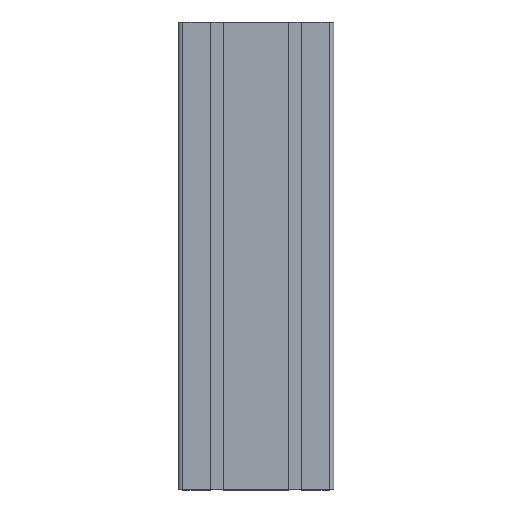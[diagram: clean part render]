
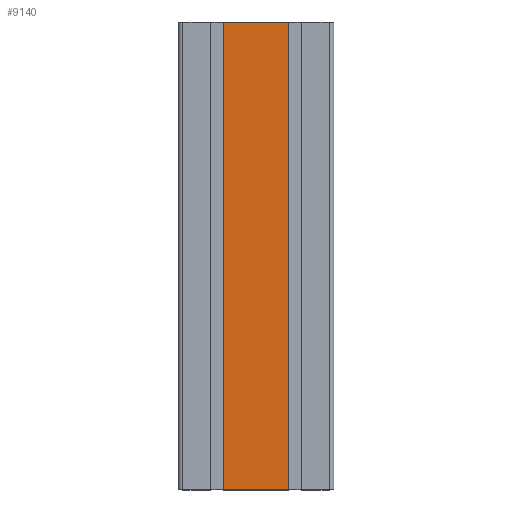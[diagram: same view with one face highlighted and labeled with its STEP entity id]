
A CAD part, top view. The second image highlights one B-rep face of the part: STEP entity #9140.
In plain terms, the highlighted face is planar.
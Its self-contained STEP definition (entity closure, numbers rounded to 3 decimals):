
#3564 = ORIENTED_EDGE ( 'NONE', *, *, #8439, .T. ) ;
#3565 = ORIENTED_EDGE ( 'NONE', *, *, #8436, .F. ) ;
#3574 = ORIENTED_EDGE ( 'NONE', *, *, #8442, .T. ) ;
#3610 = ORIENTED_EDGE ( 'NONE', *, *, #8420, .F. ) ;
#4196 = EDGE_LOOP ( 'NONE', ( #3610, #3565, #3564, #3574 ) ) ;
#4648 = LINE ( 'NONE', #4653, #14619 ) ;
#4653 = CARTESIAN_POINT ( 'NONE',  ( 20.9, 100., 0. ) ) ;
#4657 = DIRECTION ( 'NONE',  ( -1., 0., 0. ) ) ;
#4696 = DIRECTION ( 'NONE',  ( 0., 0., 1. ) ) ;
#4698 = CARTESIAN_POINT ( 'NONE',  ( 20.9, 100., -300. ) ) ;
#4705 = LINE ( 'NONE', #4698, #14660 ) ;
#4711 = LINE ( 'NONE', #4719, #14688 ) ;
#4712 = DIRECTION ( 'NONE',  ( 0., 0., 1. ) ) ;
#4719 = CARTESIAN_POINT ( 'NONE',  ( -20.9, 100., -300. ) ) ;
#4732 = DIRECTION ( 'NONE',  ( -1., 0., 0. ) ) ;
#4733 = CARTESIAN_POINT ( 'NONE',  ( 20.9, 100., -300. ) ) ;
#4735 = LINE ( 'NONE', #4733, #14643 ) ;
#5415 = VERTEX_POINT ( 'NONE', #10497 ) ;
#5447 = VERTEX_POINT ( 'NONE', #10478 ) ;
#5448 = VERTEX_POINT ( 'NONE', #10482 ) ;
#5483 = VERTEX_POINT ( 'NONE', #10534 ) ;
#7262 = PLANE ( 'NONE',  #14429 ) ;
#7263 = FACE_OUTER_BOUND ( 'NONE', #4196, .T. ) ;
#7270 = DIRECTION ( 'NONE',  ( 0., 1., 0. ) ) ;
#7273 = CARTESIAN_POINT ( 'NONE',  ( 20.9, 100., -300. ) ) ;
#7279 = DIRECTION ( 'NONE',  ( 0., 0., 1. ) ) ;
#8420 = EDGE_CURVE ( 'NONE', #5448, #5415, #4648, .T. ) ;
#8436 = EDGE_CURVE ( 'NONE', #5483, #5448, #4705, .T. ) ;
#8439 = EDGE_CURVE ( 'NONE', #5483, #5447, #4735, .T. ) ;
#8442 = EDGE_CURVE ( 'NONE', #5447, #5415, #4711, .T. ) ;
#9140 = ADVANCED_FACE ( 'PLANAR_41', ( #7263 ), #7262, .T. ) ;
#10478 = CARTESIAN_POINT ( 'NONE',  ( -20.9, 100., -300. ) ) ;
#10482 = CARTESIAN_POINT ( 'NONE',  ( 20.9, 100., 0. ) ) ;
#10497 = CARTESIAN_POINT ( 'NONE',  ( -20.9, 100., 0. ) ) ;
#10534 = CARTESIAN_POINT ( 'NONE',  ( 20.9, 100., -300. ) ) ;
#14429 = AXIS2_PLACEMENT_3D ( 'NONE', #7273, #7270, #7279 ) ;
#14619 = VECTOR ( 'NONE', #4657, 1000. ) ;
#14643 = VECTOR ( 'NONE', #4732, 1000. ) ;
#14660 = VECTOR ( 'NONE', #4696, 1000. ) ;
#14688 = VECTOR ( 'NONE', #4712, 1000. ) ;
